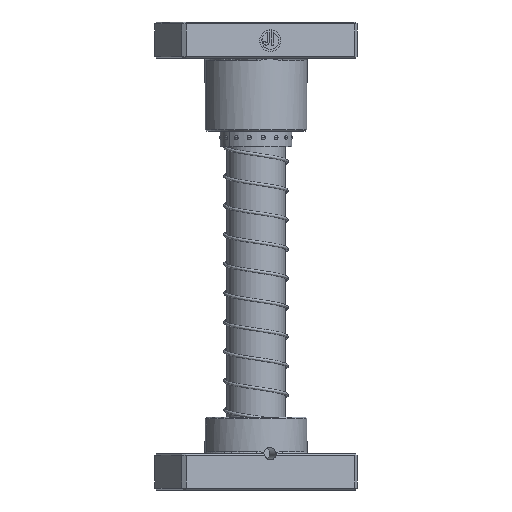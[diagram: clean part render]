
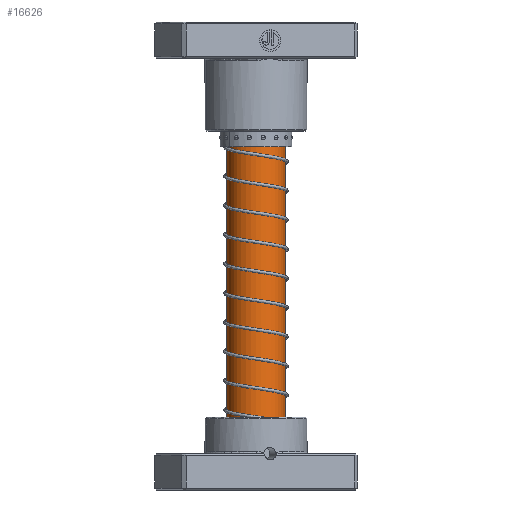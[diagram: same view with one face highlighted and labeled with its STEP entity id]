
A CAD part, front view. The second image highlights one B-rep face of the part: STEP entity #16626.
In plain terms, the highlighted cylindrical face has radius 16 mm (diameter 32 mm), a partial arc.
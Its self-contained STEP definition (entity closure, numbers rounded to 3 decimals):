
#3734 = VECTOR ( 'NONE', #35417, 1000. ) ;
#4312 = CARTESIAN_POINT ( 'NONE',  ( 0., 0., 217.5 ) ) ;
#4828 = CARTESIAN_POINT ( 'NONE',  ( 16., 0., 24. ) ) ;
#5783 = FACE_OUTER_BOUND ( 'NONE', #46756, .T. ) ;
#8000 = DIRECTION ( 'NONE',  ( 1., 0., 0. ) ) ;
#8371 = DIRECTION ( 'NONE',  ( -1., 0., 0. ) ) ;
#9100 = AXIS2_PLACEMENT_3D ( 'NONE', #38073, #16101, #41737 ) ;
#13074 = ORIENTED_EDGE ( 'NONE', *, *, #24896, .T. ) ;
#13260 = VECTOR ( 'NONE', #37507, 1000. ) ;
#13481 = LINE ( 'NONE', #43881, #3734 ) ;
#13653 = AXIS2_PLACEMENT_3D ( 'NONE', #15734, #45014, #8371 ) ;
#14270 = ORIENTED_EDGE ( 'NONE', *, *, #42237, .F. ) ;
#15386 = CIRCLE ( 'NONE', #9100, 16. ) ;
#15734 = CARTESIAN_POINT ( 'NONE',  ( 0., 0., 220. ) ) ;
#16101 = DIRECTION ( 'NONE',  ( 0., 0., -1. ) ) ;
#16626 = ADVANCED_FACE ( 'NONE', ( #5783 ), #43594, .T. ) ;
#16690 = VERTEX_POINT ( 'NONE', #19725 ) ;
#17697 = EDGE_CURVE ( 'NONE', #39441, #22886, #15386, .T. ) ;
#19725 = CARTESIAN_POINT ( 'NONE',  ( 16., 0., 217.5 ) ) ;
#22886 = VERTEX_POINT ( 'NONE', #45901 ) ;
#23652 = AXIS2_PLACEMENT_3D ( 'NONE', #4312, #29978, #8000 ) ;
#24896 = EDGE_CURVE ( 'NONE', #16690, #28604, #26652, .T. ) ;
#25544 = ORIENTED_EDGE ( 'NONE', *, *, #43821, .T. ) ;
#26618 = CARTESIAN_POINT ( 'NONE',  ( -16., 0., 220. ) ) ;
#26652 = CIRCLE ( 'NONE', #23652, 16. ) ;
#28604 = VERTEX_POINT ( 'NONE', #30220 ) ;
#29978 = DIRECTION ( 'NONE',  ( 0., 0., -1. ) ) ;
#30220 = CARTESIAN_POINT ( 'NONE',  ( -16., 0., 217.5 ) ) ;
#32774 = LINE ( 'NONE', #26618, #13260 ) ;
#35417 = DIRECTION ( 'NONE',  ( 0., 0., -1. ) ) ;
#37507 = DIRECTION ( 'NONE',  ( 0., 0., -1. ) ) ;
#38073 = CARTESIAN_POINT ( 'NONE',  ( 0., 0., 24. ) ) ;
#39441 = VERTEX_POINT ( 'NONE', #4828 ) ;
#41737 = DIRECTION ( 'NONE',  ( -1., 0., 0. ) ) ;
#42237 = EDGE_CURVE ( 'NONE', #16690, #39441, #13481, .T. ) ;
#43594 = CYLINDRICAL_SURFACE ( 'NONE', #13653, 16. ) ;
#43821 = EDGE_CURVE ( 'NONE', #28604, #22886, #32774, .T. ) ;
#43881 = CARTESIAN_POINT ( 'NONE',  ( 16., 0., 220. ) ) ;
#45014 = DIRECTION ( 'NONE',  ( 0., 0., -1. ) ) ;
#45901 = CARTESIAN_POINT ( 'NONE',  ( -16., 0., 24. ) ) ;
#45902 = ORIENTED_EDGE ( 'NONE', *, *, #17697, .F. ) ;
#46756 = EDGE_LOOP ( 'NONE', ( #14270, #13074, #25544, #45902 ) ) ;
